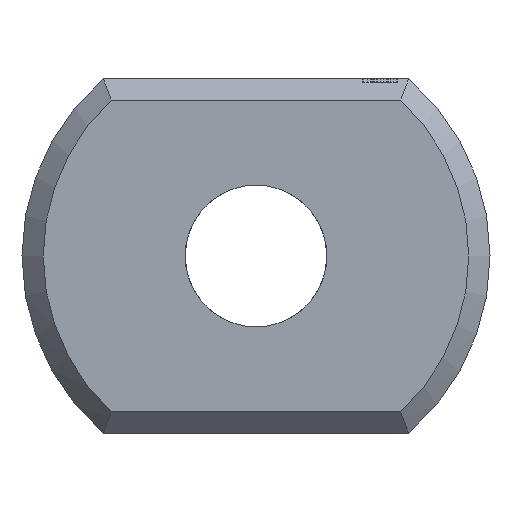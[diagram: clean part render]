
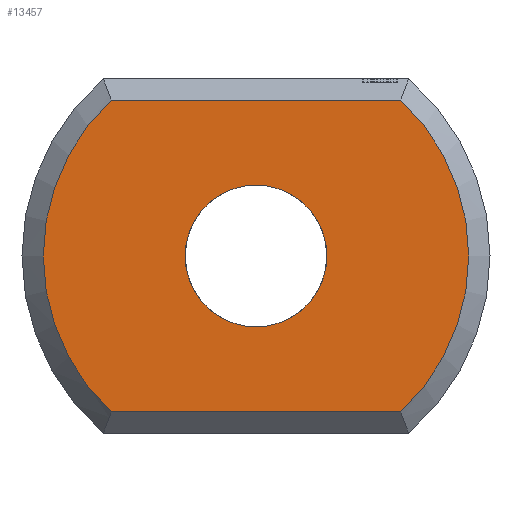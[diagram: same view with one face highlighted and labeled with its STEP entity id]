
A CAD part, left-side view. The second image highlights one B-rep face of the part: STEP entity #13457.
In plain terms, the highlighted planar face has unit normal (-1, 0, 0).
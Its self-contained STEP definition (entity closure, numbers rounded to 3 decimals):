
#298 = PLANE('',#299);
#299 = AXIS2_PLACEMENT_3D('',#300,#301,#302);
#300 = CARTESIAN_POINT('',(0.15,-2.154,-2.35));
#301 = DIRECTION('',(-0.707,0.,-0.707));
#302 = DIRECTION('',(0.,-1.,0.));
#725 = CONICAL_SURFACE('',#726,3.3,0.785);
#726 = AXIS2_PLACEMENT_3D('',#727,#728,#729);
#727 = CARTESIAN_POINT('',(0.3,0.,0.));
#728 = DIRECTION('',(1.,0.,0.));
#729 = DIRECTION('',(0.,0.653,-0.758));
#872 = CONICAL_SURFACE('',#873,3.3,0.785);
#873 = AXIS2_PLACEMENT_3D('',#874,#875,#876);
#874 = CARTESIAN_POINT('',(0.3,0.,0.));
#875 = DIRECTION('',(1.,0.,0.));
#876 = DIRECTION('',(0.,-0.653,0.758));
#909 = VERTEX_POINT('',#910);
#910 = CARTESIAN_POINT('',(0.,-2.04,-2.2));
#937 = VERTEX_POINT('',#938);
#938 = CARTESIAN_POINT('',(0.,2.04,-2.2));
#963 = EDGE_CURVE('',#909,#937,#964,.T.);
#964 = SURFACE_CURVE('',#965,(#969,#976),.PCURVE_S1.);
#965 = LINE('',#966,#967);
#966 = CARTESIAN_POINT('',(0.,-2.154,-2.2));
#967 = VECTOR('',#968,1.);
#968 = DIRECTION('',(0.,1.,0.));
#969 = PCURVE('',#298,#970);
#970 = DEFINITIONAL_REPRESENTATION('',(#971),#975);
#971 = LINE('',#972,#973);
#972 = CARTESIAN_POINT('',(0.,0.212));
#973 = VECTOR('',#974,1.);
#974 = DIRECTION('',(-1.,0.));
#975 = ( GEOMETRIC_REPRESENTATION_CONTEXT(2) 
PARAMETRIC_REPRESENTATION_CONTEXT() REPRESENTATION_CONTEXT('2D SPACE',''
  ) );
#976 = PCURVE('',#977,#982);
#977 = PLANE('',#978);
#978 = AXIS2_PLACEMENT_3D('',#979,#980,#981);
#979 = CARTESIAN_POINT('',(0.,0.,
    0.));
#980 = DIRECTION('',(1.,0.,0.));
#981 = DIRECTION('',(0.,0.,1.));
#982 = DEFINITIONAL_REPRESENTATION('',(#983),#987);
#983 = LINE('',#984,#985);
#984 = CARTESIAN_POINT('',(-2.2,2.154));
#985 = VECTOR('',#986,1.);
#986 = DIRECTION('',(0.,-1.));
#987 = ( GEOMETRIC_REPRESENTATION_CONTEXT(2) 
PARAMETRIC_REPRESENTATION_CONTEXT() REPRESENTATION_CONTEXT('2D SPACE',''
  ) );
#1763 = PLANE('',#1764);
#1764 = AXIS2_PLACEMENT_3D('',#1765,#1766,#1767);
#1765 = CARTESIAN_POINT('',(0.15,-2.154,2.35));
#1766 = DIRECTION('',(0.707,0.,-0.707
    ));
#1767 = DIRECTION('',(0.,-1.,0.));
#13244 = VERTEX_POINT('',#13245);
#13245 = CARTESIAN_POINT('',(0.,2.04,2.2));
#13270 = EDGE_CURVE('',#937,#13244,#13271,.T.);
#13271 = SURFACE_CURVE('',#13272,(#13277,#13284),.PCURVE_S1.);
#13272 = CIRCLE('',#13273,3.);
#13273 = AXIS2_PLACEMENT_3D('',#13274,#13275,#13276);
#13274 = CARTESIAN_POINT('',(0.,0.,
    0.));
#13275 = DIRECTION('',(1.,0.,0.));
#13276 = DIRECTION('',(0.,0.653,-0.758)
  );
#13277 = PCURVE('',#725,#13278);
#13278 = DEFINITIONAL_REPRESENTATION('',(#13279),#13283);
#13279 = LINE('',#13280,#13281);
#13280 = CARTESIAN_POINT('',(0.,-0.3));
#13281 = VECTOR('',#13282,1.);
#13282 = DIRECTION('',(1.,-0.));
#13283 = ( GEOMETRIC_REPRESENTATION_CONTEXT(2) 
PARAMETRIC_REPRESENTATION_CONTEXT() REPRESENTATION_CONTEXT('2D SPACE',''
  ) );
#13284 = PCURVE('',#977,#13285);
#13285 = DEFINITIONAL_REPRESENTATION('',(#13286),#13290);
#13286 = CIRCLE('',#13287,3.);
#13287 = AXIS2_PLACEMENT_2D('',#13288,#13289);
#13288 = CARTESIAN_POINT('',(0.,0.));
#13289 = DIRECTION('',(-0.758,-0.653));
#13290 = ( GEOMETRIC_REPRESENTATION_CONTEXT(2) 
PARAMETRIC_REPRESENTATION_CONTEXT() REPRESENTATION_CONTEXT('2D SPACE',''
  ) );
#13408 = VERTEX_POINT('',#13409);
#13409 = CARTESIAN_POINT('',(0.,-2.04,2.2));
#13436 = EDGE_CURVE('',#13408,#909,#13437,.T.);
#13437 = SURFACE_CURVE('',#13438,(#13443,#13450),.PCURVE_S1.);
#13438 = CIRCLE('',#13439,3.);
#13439 = AXIS2_PLACEMENT_3D('',#13440,#13441,#13442);
#13440 = CARTESIAN_POINT('',(0.,0.,
    0.));
#13441 = DIRECTION('',(1.,0.,0.));
#13442 = DIRECTION('',(0.,-0.653,0.758)
  );
#13443 = PCURVE('',#872,#13444);
#13444 = DEFINITIONAL_REPRESENTATION('',(#13445),#13449);
#13445 = LINE('',#13446,#13447);
#13446 = CARTESIAN_POINT('',(0.,-0.3));
#13447 = VECTOR('',#13448,1.);
#13448 = DIRECTION('',(1.,-0.));
#13449 = ( GEOMETRIC_REPRESENTATION_CONTEXT(2) 
PARAMETRIC_REPRESENTATION_CONTEXT() REPRESENTATION_CONTEXT('2D SPACE',''
  ) );
#13450 = PCURVE('',#977,#13451);
#13451 = DEFINITIONAL_REPRESENTATION('',(#13452),#13456);
#13452 = CIRCLE('',#13453,3.);
#13453 = AXIS2_PLACEMENT_2D('',#13454,#13455);
#13454 = CARTESIAN_POINT('',(0.,0.));
#13455 = DIRECTION('',(0.758,0.653));
#13456 = ( GEOMETRIC_REPRESENTATION_CONTEXT(2) 
PARAMETRIC_REPRESENTATION_CONTEXT() REPRESENTATION_CONTEXT('2D SPACE',''
  ) );
#13457 = ADVANCED_FACE('',(#13458,#13484),#977,.F.);
#13458 = FACE_BOUND('',#13459,.F.);
#13459 = EDGE_LOOP('',(#13460,#13461,#13482,#13483));
#13460 = ORIENTED_EDGE('',*,*,#13270,.T.);
#13461 = ORIENTED_EDGE('',*,*,#13462,.F.);
#13462 = EDGE_CURVE('',#13408,#13244,#13463,.T.);
#13463 = SURFACE_CURVE('',#13464,(#13468,#13475),.PCURVE_S1.);
#13464 = LINE('',#13465,#13466);
#13465 = CARTESIAN_POINT('',(0.,-2.154,2.2));
#13466 = VECTOR('',#13467,1.);
#13467 = DIRECTION('',(0.,1.,0.));
#13468 = PCURVE('',#977,#13469);
#13469 = DEFINITIONAL_REPRESENTATION('',(#13470),#13474);
#13470 = LINE('',#13471,#13472);
#13471 = CARTESIAN_POINT('',(2.2,2.154));
#13472 = VECTOR('',#13473,1.);
#13473 = DIRECTION('',(0.,-1.));
#13474 = ( GEOMETRIC_REPRESENTATION_CONTEXT(2) 
PARAMETRIC_REPRESENTATION_CONTEXT() REPRESENTATION_CONTEXT('2D SPACE',''
  ) );
#13475 = PCURVE('',#1763,#13476);
#13476 = DEFINITIONAL_REPRESENTATION('',(#13477),#13481);
#13477 = LINE('',#13478,#13479);
#13478 = CARTESIAN_POINT('',(0.,0.212));
#13479 = VECTOR('',#13480,1.);
#13480 = DIRECTION('',(-1.,0.));
#13481 = ( GEOMETRIC_REPRESENTATION_CONTEXT(2) 
PARAMETRIC_REPRESENTATION_CONTEXT() REPRESENTATION_CONTEXT('2D SPACE',''
  ) );
#13482 = ORIENTED_EDGE('',*,*,#13436,.T.);
#13483 = ORIENTED_EDGE('',*,*,#963,.T.);
#13484 = FACE_BOUND('',#13485,.T.);
#13485 = EDGE_LOOP('',(#13486));
#13486 = ORIENTED_EDGE('',*,*,#13487,.T.);
#13487 = EDGE_CURVE('',#13488,#13488,#13490,.T.);
#13488 = VERTEX_POINT('',#13489);
#13489 = CARTESIAN_POINT('',(0.,1.,0.));
#13490 = SURFACE_CURVE('',#13491,(#13496,#13503),.PCURVE_S1.);
#13491 = CIRCLE('',#13492,1.);
#13492 = AXIS2_PLACEMENT_3D('',#13493,#13494,#13495);
#13493 = CARTESIAN_POINT('',(0.,0.,0.));
#13494 = DIRECTION('',(1.,0.,0.));
#13495 = DIRECTION('',(0.,1.,0.));
#13496 = PCURVE('',#977,#13497);
#13497 = DEFINITIONAL_REPRESENTATION('',(#13498),#13502);
#13498 = CIRCLE('',#13499,1.);
#13499 = AXIS2_PLACEMENT_2D('',#13500,#13501);
#13500 = CARTESIAN_POINT('',(0.,0.));
#13501 = DIRECTION('',(0.,-1.));
#13502 = ( GEOMETRIC_REPRESENTATION_CONTEXT(2) 
PARAMETRIC_REPRESENTATION_CONTEXT() REPRESENTATION_CONTEXT('2D SPACE',''
  ) );
#13503 = PCURVE('',#13504,#13509);
#13504 = CYLINDRICAL_SURFACE('',#13505,1.);
#13505 = AXIS2_PLACEMENT_3D('',#13506,#13507,#13508);
#13506 = CARTESIAN_POINT('',(0.,0.,0.));
#13507 = DIRECTION('',(-1.,0.,0.));
#13508 = DIRECTION('',(0.,1.,0.));
#13509 = DEFINITIONAL_REPRESENTATION('',(#13510),#13514);
#13510 = LINE('',#13511,#13512);
#13511 = CARTESIAN_POINT('',(-0.,0.));
#13512 = VECTOR('',#13513,1.);
#13513 = DIRECTION('',(-1.,0.));
#13514 = ( GEOMETRIC_REPRESENTATION_CONTEXT(2) 
PARAMETRIC_REPRESENTATION_CONTEXT() REPRESENTATION_CONTEXT('2D SPACE',''
  ) );
